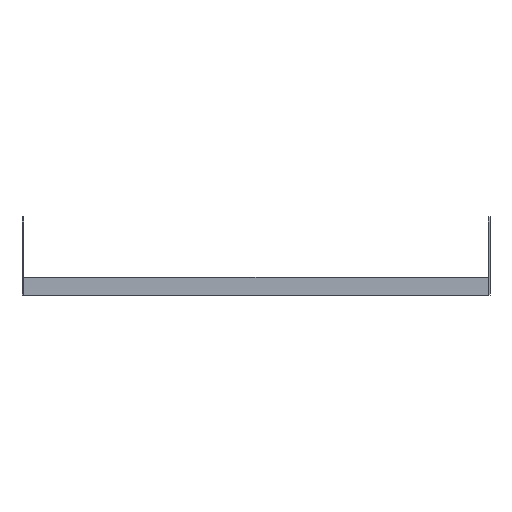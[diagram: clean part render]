
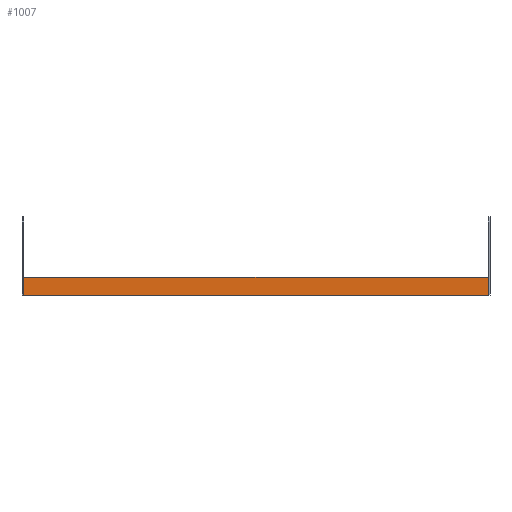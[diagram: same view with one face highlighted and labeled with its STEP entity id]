
A CAD part, top view. The second image highlights one B-rep face of the part: STEP entity #1007.
In plain terms, the highlighted planar face has unit normal (0, 0, 1).
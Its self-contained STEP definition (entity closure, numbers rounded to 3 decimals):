
#61 = EDGE_CURVE ( 'NONE', #2054, #683, #2986, .T. ) ;
#314 = ORIENTED_EDGE ( 'NONE', *, *, #787, .T. ) ;
#343 = DIRECTION ( 'NONE',  ( -1., 0., 0. ) ) ;
#426 = CARTESIAN_POINT ( 'NONE',  ( 210.998, 0., 36.5 ) ) ;
#498 = CARTESIAN_POINT ( 'NONE',  ( 210.998, 16.5, 36.5 ) ) ;
#614 = DIRECTION ( 'NONE',  ( 0., 1., 0. ) ) ;
#681 = CARTESIAN_POINT ( 'NONE',  ( 0., 0., 36.5 ) ) ;
#683 = VERTEX_POINT ( 'NONE', #426 ) ;
#787 = EDGE_CURVE ( 'NONE', #1944, #2054, #3045, .T. ) ;
#908 = LINE ( 'NONE', #1385, #1673 ) ;
#995 = DIRECTION ( 'NONE',  ( 0., -1., 0. ) ) ;
#1007 = ADVANCED_FACE ( 'NONE', ( #2694 ), #1443, .T. ) ;
#1015 = CARTESIAN_POINT ( 'NONE',  ( -210.998, 16.5, 36.5 ) ) ;
#1172 = DIRECTION ( 'NONE',  ( 0., -1., 0. ) ) ;
#1175 = VECTOR ( 'NONE', #995, 1000. ) ;
#1234 = VERTEX_POINT ( 'NONE', #498 ) ;
#1283 = EDGE_CURVE ( 'NONE', #683, #1234, #908, .T. ) ;
#1385 = CARTESIAN_POINT ( 'NONE',  ( 210.998, 1.5, 36.5 ) ) ;
#1443 = PLANE ( 'NONE',  #2654 ) ;
#1673 = VECTOR ( 'NONE', #614, 1000. ) ;
#1683 = VECTOR ( 'NONE', #343, 1000. ) ;
#1712 = DIRECTION ( 'NONE',  ( 0., 0., 1. ) ) ;
#1761 = CARTESIAN_POINT ( 'NONE',  ( 0., 0., 36.5 ) ) ;
#1866 = ORIENTED_EDGE ( 'NONE', *, *, #2033, .T. ) ;
#1887 = CARTESIAN_POINT ( 'NONE',  ( 210.998, 16.5, 36.5 ) ) ;
#1944 = VERTEX_POINT ( 'NONE', #1015 ) ;
#1967 = ORIENTED_EDGE ( 'NONE', *, *, #1283, .T. ) ;
#2033 = EDGE_CURVE ( 'NONE', #1234, #1944, #3062, .T. ) ;
#2054 = VERTEX_POINT ( 'NONE', #2882 ) ;
#2257 = DIRECTION ( 'NONE',  ( 1., 0., 0. ) ) ;
#2281 = CARTESIAN_POINT ( 'NONE',  ( -210.998, 1.5, 36.5 ) ) ;
#2537 = VECTOR ( 'NONE', #2257, 1000. ) ;
#2654 = AXIS2_PLACEMENT_3D ( 'NONE', #681, #1712, #1172 ) ;
#2694 = FACE_OUTER_BOUND ( 'NONE', #2709, .T. ) ;
#2709 = EDGE_LOOP ( 'NONE', ( #314, #3044, #1967, #1866 ) ) ;
#2882 = CARTESIAN_POINT ( 'NONE',  ( -210.998, 0., 36.5 ) ) ;
#2986 = LINE ( 'NONE', #1761, #2537 ) ;
#3044 = ORIENTED_EDGE ( 'NONE', *, *, #61, .T. ) ;
#3045 = LINE ( 'NONE', #2281, #1175 ) ;
#3062 = LINE ( 'NONE', #1887, #1683 ) ;
